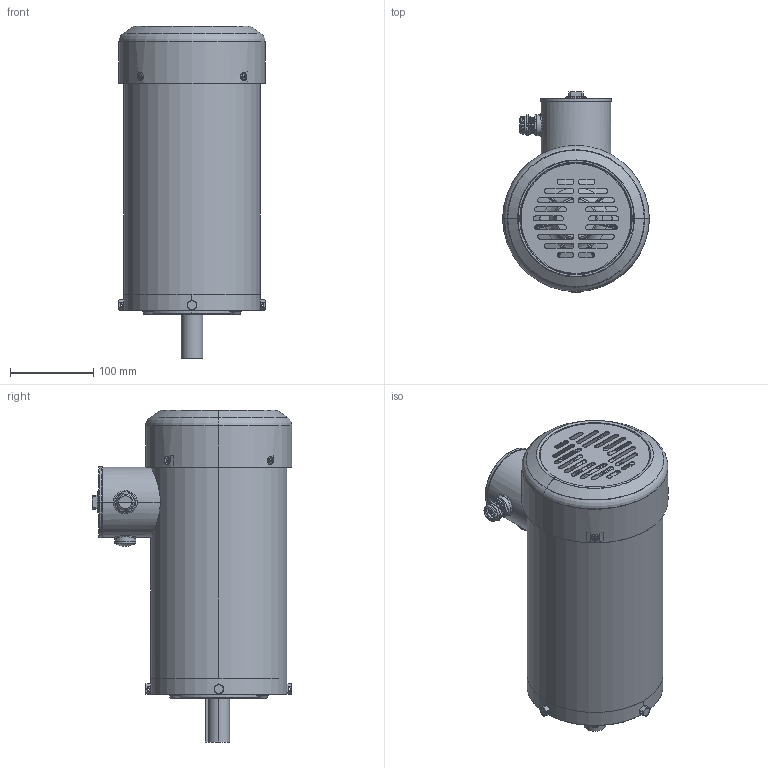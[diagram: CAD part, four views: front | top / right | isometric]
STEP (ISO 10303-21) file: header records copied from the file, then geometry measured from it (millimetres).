
FILE_DESCRIPTION(('CATIA V5 STEP Exchange'),'2;1');
FILE_NAME('145TC~2HP-4_RB.stp','2017-11-15T01:13:39+00:00',('none'),('none'),'Version 5-6 Release 2012','CATIA V5 STEP AP203','none');
FILE_SCHEMA(('CONFIG_CONTROL_DESIGN'));
Length unit declared in the file: millimetre
Products named in the file (5): 145TC~2HP-4 ; 145TC~2HP-4  ¶¨×Ó£¨¶¥³öÏß£©5WT.672.002 ; 145TC~2HP-4  »ú¿Ç £¨¶¥³öÏß£©8WT.001.002 ; 140TC  Í²ÐÎ²»Ðâ¸ÖºÐ; 145TC  2HP-4  ×ª×Ó8WT.674.008
Assembly tree (47 placements, depth 4):
  145TC~2HP-4 
    #57
    #997  x4
    #1869  x4
    145TC~2HP-4  ¶¨×Ó£¨¶¥³öÏß£©5WT.672.002 
      145TC~2HP-4  »ú¿Ç £¨¶¥³öÏß£©8WT.001.002 
        #2068
      #2962
    #18098  x4
    #18902  x4
    140TC  Í²ÐÎ²»Ðâ¸ÖºÐ
      #19384
      #22220
      #26071
      #34166
      #34798
    #35652  x4
    #35980
    #53059  x4
    #53390
    145TC  2HP-4  ×ª×Ó8WT.674.008
      #62150
      #99294
      #99473  x2
      #108323
      #109380
    #111046
    #116839
    #127061
Bounding box: 176.01 x 240.43 x 399.51 mm (x, y, z)
Volume: 2963690.7 mm3; surface area: 1171794.7 mm2
Topology: 53 solids, 97 shells, 4023 faces, 10358 edges, 6201 vertices
Faces by surface type: bspline 1294, plane 960, cylinder 800, sphere 348, cone 327, torus 294
Entity records: 124059 total; most frequent: CARTESIAN_POINT 55974, ORIENTED_EDGE 17516, DIRECTION 9124, EDGE_CURVE 8758, VERTEX_POINT 5431, AXIS2_PLACEMENT_3D 4269, EDGE_LOOP 3729, ADVANCED_FACE 3519
